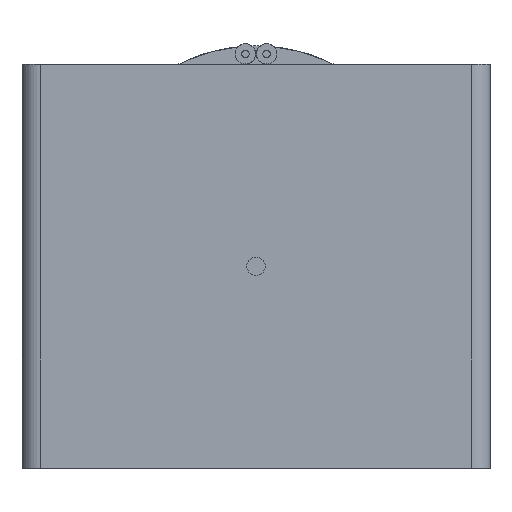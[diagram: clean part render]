
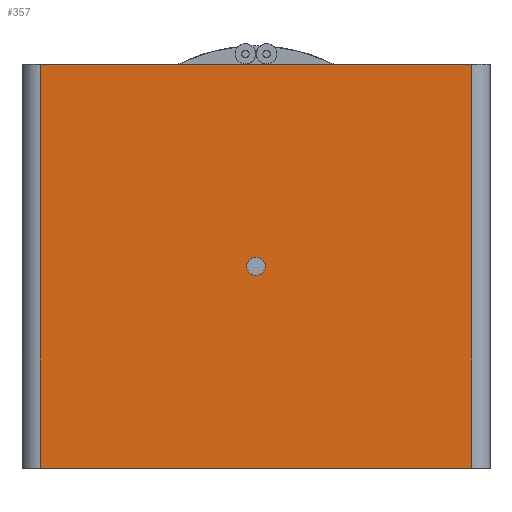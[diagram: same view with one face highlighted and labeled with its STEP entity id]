
A CAD part, left-side view. The second image highlights one B-rep face of the part: STEP entity #357.
In plain terms, the highlighted planar face has unit normal (-1, 0, 0).
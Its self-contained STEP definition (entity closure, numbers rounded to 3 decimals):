
#357 = ADVANCED_FACE( '', ( #706, #707 ), #708, .T. );
#706 = FACE_BOUND( '', #1057, .T. );
#707 = FACE_OUTER_BOUND( '', #1058, .T. );
#708 = PLANE( '', #1059 );
#1057 = EDGE_LOOP( '', ( #1706 ) );
#1058 = EDGE_LOOP( '', ( #1707, #1708, #1709, #1710 ) );
#1059 = AXIS2_PLACEMENT_3D( '', #1711, #1712, #1713 );
#1706 = ORIENTED_EDGE( '', *, *, #2175, .F. );
#1707 = ORIENTED_EDGE( '', *, *, #2176, .F. );
#1708 = ORIENTED_EDGE( '', *, *, #2177, .F. );
#1709 = ORIENTED_EDGE( '', *, *, #2081, .T. );
#1710 = ORIENTED_EDGE( '', *, *, #2178, .T. );
#1711 = CARTESIAN_POINT( '', ( 0., -23.5, 22. ) );
#1712 = DIRECTION( '', ( -1., 0., 0. ) );
#1713 = DIRECTION( '', ( 0., -1., 0. ) );
#2081 = EDGE_CURVE( '', #2468, #2481, #2483, .T. );
#2175 = EDGE_CURVE( '', #2607, #2607, #2608, .T. );
#2176 = EDGE_CURVE( '', #2609, #2610, #2611, .T. );
#2177 = EDGE_CURVE( '', #2468, #2609, #2612, .T. );
#2178 = EDGE_CURVE( '', #2481, #2610, #2613, .T. );
#2468 = VERTEX_POINT( '', #3016 );
#2481 = VERTEX_POINT( '', #3035 );
#2483 = LINE( '', #3037, #3038 );
#2607 = VERTEX_POINT( '', #3253 );
#2608 = CIRCLE( '', #3254, 1. );
#2609 = VERTEX_POINT( '', #3255 );
#2610 = VERTEX_POINT( '', #3256 );
#2611 = LINE( '', #3257, #3258 );
#2612 = LINE( '', #3259, #3260 );
#2613 = LINE( '', #3261, #3262 );
#3016 = CARTESIAN_POINT( '', ( 0., -23.5, 22. ) );
#3035 = CARTESIAN_POINT( '', ( 0., 23.5, 22. ) );
#3037 = CARTESIAN_POINT( '', ( 0., -23.5, 22. ) );
#3038 = VECTOR( '', #3548, 1000. );
#3253 = CARTESIAN_POINT( '', ( 0., -1., 0. ) );
#3254 = AXIS2_PLACEMENT_3D( '', #3658, #3659, #3660 );
#3255 = CARTESIAN_POINT( '', ( 0., -23.5, -22. ) );
#3256 = CARTESIAN_POINT( '', ( 0., 23.5, -22. ) );
#3257 = CARTESIAN_POINT( '', ( 0., -23.5, -22. ) );
#3258 = VECTOR( '', #3661, 1000. );
#3259 = CARTESIAN_POINT( '', ( 0., -23.5, 22. ) );
#3260 = VECTOR( '', #3662, 1000. );
#3261 = CARTESIAN_POINT( '', ( 0., 23.5, 22. ) );
#3262 = VECTOR( '', #3663, 1000. );
#3548 = DIRECTION( '', ( 0., 1., 0. ) );
#3658 = CARTESIAN_POINT( '', ( 0., 0., 0. ) );
#3659 = DIRECTION( '', ( -1., 0., 0. ) );
#3660 = DIRECTION( '', ( 0., -1., 0. ) );
#3661 = DIRECTION( '', ( 0., 1., 0. ) );
#3662 = DIRECTION( '', ( 0., 0., -1. ) );
#3663 = DIRECTION( '', ( 0., 0., -1. ) );
